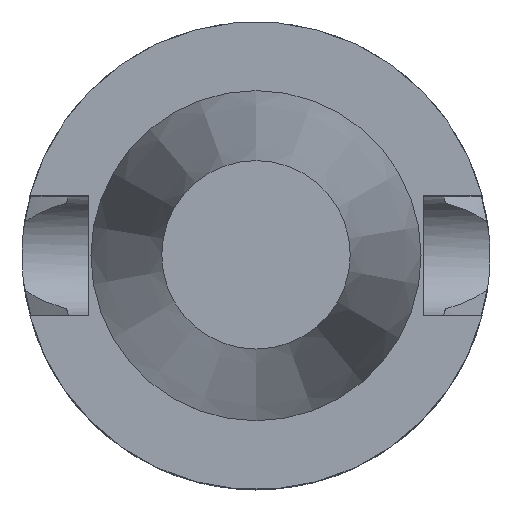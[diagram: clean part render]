
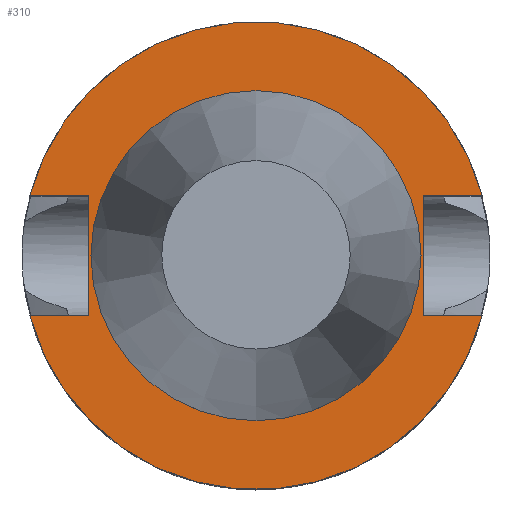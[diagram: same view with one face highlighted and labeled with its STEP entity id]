
A CAD part, top view. The second image highlights one B-rep face of the part: STEP entity #310.
In plain terms, the highlighted planar face has unit normal (0, 0, 1).
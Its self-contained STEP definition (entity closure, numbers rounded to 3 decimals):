
#121=EDGE_CURVE('240[2]',#351,#354,#355,.T.);
#141=EDGE_CURVE('240[2]',#354,#385,#386,.T.);
#163=EDGE_CURVE('240[2]',#418,#351,#421,.T.);
#169=EDGE_CURVE('240[2]',#396,#429,#430,.T.);
#185=EDGE_CURVE('240[2]',#436,#418,#451,.T.);
#196=EDGE_CURVE('240[2]',#385,#396,#465,.T.);
#200=EDGE_CURVE('240[2]',#382,#436,#469,.T.);
#232=EDGE_CURVE('240[2]',#514,#514,#515,.T.);
#297=EDGE_CURVE('240[2]',#429,#382,#598,.T.);
#310=ADVANCED_FACE('240[2]',(#615,#616),#617,.T.);
#351=VERTEX_POINT('',#663);
#354=VERTEX_POINT('',#668);
#355=LINE('',#669,#670);
#382=VERTEX_POINT('',#712);
#385=VERTEX_POINT('',#717);
#386=LINE('',#718,#719);
#396=VERTEX_POINT('',#741);
#418=VERTEX_POINT('',#771);
#421=CIRCLE('',#776,31.5);
#429=VERTEX_POINT('',#787);
#430=CIRCLE('',#788,31.5);
#436=VERTEX_POINT('',#797);
#451=LINE('',#830,#831);
#465=LINE('',#859,#860);
#469=LINE('',#867,#868);
#514=VERTEX_POINT('',#935);
#515=CIRCLE('',#936,22.225);
#598=LINE('',#1243,#1244);
#615=FACE_OUTER_BOUND('',#1267,.T.);
#616=FACE_BOUND('',#1268,.T.);
#617=PLANE('',#1269);
#663=CARTESIAN_POINT('',(30.454,-8.05,-1.));
#668=CARTESIAN_POINT('',(22.5,-8.05,-1.));
#669=CARTESIAN_POINT('',(11.25,-8.05,-1.));
#670=VECTOR('',#1328,1.0);
#712=CARTESIAN_POINT('',(-22.5,8.05,-1.));
#717=CARTESIAN_POINT('',(22.5,8.05,-1.));
#718=CARTESIAN_POINT('',(22.5,13.431,-1.));
#719=VECTOR('',#1357,1.0);
#741=CARTESIAN_POINT('',(30.454,8.05,-1.));
#771=CARTESIAN_POINT('',(-30.454,-8.05,-1.));
#776=AXIS2_PLACEMENT_3D('',#1386,#1387,#1388);
#787=CARTESIAN_POINT('',(-30.454,8.05,-1.));
#788=AXIS2_PLACEMENT_3D('',#1395,#1396,#1397);
#797=CARTESIAN_POINT('',(-22.5,-8.05,-1.));
#830=CARTESIAN_POINT('',(-11.25,-8.05,-1.));
#831=VECTOR('',#1408,1.0);
#859=CARTESIAN_POINT('',(11.25,8.05,-1.));
#860=VECTOR('',#1423,1.0);
#867=CARTESIAN_POINT('',(-22.5,13.431,-1.));
#868=VECTOR('',#1425,1.0);
#935=CARTESIAN_POINT('',(0.,22.225,-1.));
#936=AXIS2_PLACEMENT_3D('',#1502,#1503,#1504);
#1243=CARTESIAN_POINT('',(-11.25,8.05,-1.));
#1244=VECTOR('',#1599,1.0);
#1267=EDGE_LOOP('',(#1616,#1617,#1618,#1619,#1620,#1621,#1622,#1623));
#1268=EDGE_LOOP('',(#1624));
#1269=AXIS2_PLACEMENT_3D('',#1625,#1626,#1627);
#1328=DIRECTION('',(-1.0,0.,0.));
#1357=DIRECTION('',(0.,1.0,0.));
#1386=CARTESIAN_POINT('',(0.,0.,-1.));
#1387=DIRECTION('',(0.,0.,1.0));
#1388=DIRECTION('',(0.,1.0,0.));
#1395=CARTESIAN_POINT('',(0.,0.,-1.));
#1396=DIRECTION('',(0.,0.,1.0));
#1397=DIRECTION('',(0.,1.0,0.));
#1408=DIRECTION('',(-1.0,0.,0.));
#1423=DIRECTION('',(1.0,0.,0.));
#1425=DIRECTION('',(0.,-1.0,0.));
#1502=CARTESIAN_POINT('',(0.,0.,-1.));
#1503=DIRECTION('',(0.,0.,1.0));
#1504=DIRECTION('',(0.,1.0,0.));
#1599=DIRECTION('',(1.0,0.,0.));
#1616=ORIENTED_EDGE('',*,*,#185,.T.);
#1617=ORIENTED_EDGE('',*,*,#163,.T.);
#1618=ORIENTED_EDGE('',*,*,#121,.T.);
#1619=ORIENTED_EDGE('',*,*,#141,.T.);
#1620=ORIENTED_EDGE('',*,*,#196,.T.);
#1621=ORIENTED_EDGE('',*,*,#169,.T.);
#1622=ORIENTED_EDGE('',*,*,#297,.T.);
#1623=ORIENTED_EDGE('',*,*,#200,.T.);
#1624=ORIENTED_EDGE('',*,*,#232,.F.);
#1625=CARTESIAN_POINT('',(0.,26.863,-1.));
#1626=DIRECTION('',(0.,0.,1.0));
#1627=DIRECTION('',(1.0,0.,0.0));
